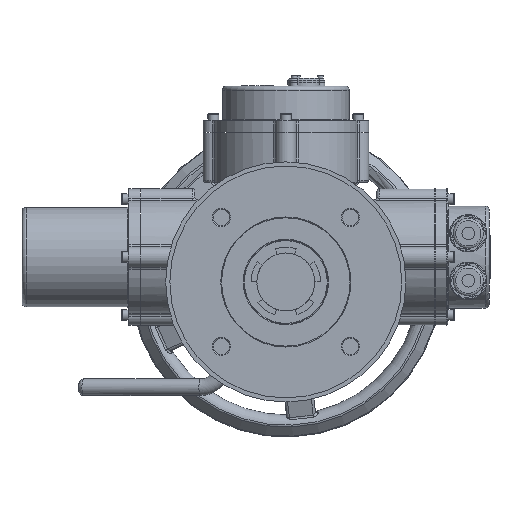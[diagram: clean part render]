
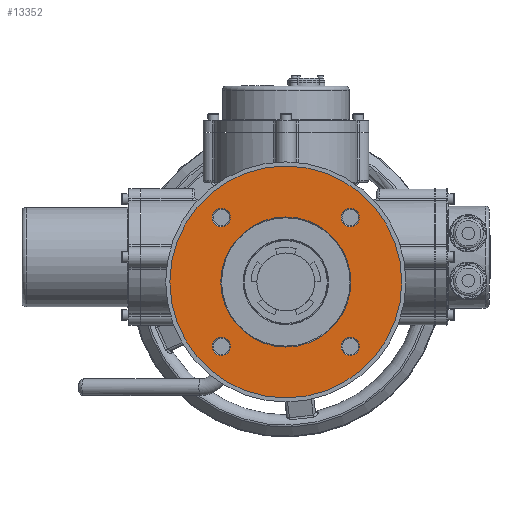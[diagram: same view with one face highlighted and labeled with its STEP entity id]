
A CAD part, front view. The second image highlights one B-rep face of the part: STEP entity #13352.
In plain terms, the highlighted planar face has unit normal (0, -1, 0).
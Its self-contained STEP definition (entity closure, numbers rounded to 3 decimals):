
#707=CIRCLE('',#14322,78.5);
#709=CIRCLE('',#14325,140.);
#710=CIRCLE('',#14326,11.);
#711=CIRCLE('',#14327,11.);
#712=CIRCLE('',#14328,11.);
#713=CIRCLE('',#14329,11.);
#2324=FACE_BOUND('',#3442,.T.);
#2325=FACE_BOUND('',#3443,.T.);
#2326=FACE_BOUND('',#3444,.T.);
#2327=FACE_BOUND('',#3445,.T.);
#2328=FACE_BOUND('',#3446,.T.);
#2608=FACE_OUTER_BOUND('',#3441,.T.);
#3441=EDGE_LOOP('',(#9484));
#3442=EDGE_LOOP('',(#9485));
#3443=EDGE_LOOP('',(#9486));
#3444=EDGE_LOOP('',(#9487));
#3445=EDGE_LOOP('',(#9488));
#3446=EDGE_LOOP('',(#9489));
#6026=VERTEX_POINT('',#20746);
#6028=VERTEX_POINT('',#20752);
#6029=VERTEX_POINT('',#20754);
#6030=VERTEX_POINT('',#20756);
#6031=VERTEX_POINT('',#20758);
#6032=VERTEX_POINT('',#20760);
#7322=EDGE_CURVE('',#6026,#6026,#707,.T.);
#7325=EDGE_CURVE('',#6028,#6028,#709,.T.);
#7326=EDGE_CURVE('',#6029,#6029,#710,.T.);
#7327=EDGE_CURVE('',#6030,#6030,#711,.T.);
#7328=EDGE_CURVE('',#6031,#6031,#712,.T.);
#7329=EDGE_CURVE('',#6032,#6032,#713,.T.);
#9484=ORIENTED_EDGE('',*,*,#7325,.T.);
#9485=ORIENTED_EDGE('',*,*,#7326,.F.);
#9486=ORIENTED_EDGE('',*,*,#7327,.F.);
#9487=ORIENTED_EDGE('',*,*,#7328,.F.);
#9488=ORIENTED_EDGE('',*,*,#7329,.F.);
#9489=ORIENTED_EDGE('',*,*,#7322,.F.);
#13113=PLANE('',#14324);
#13352=ADVANCED_FACE('',(#2608,#2324,#2325,#2326,#2327,#2328),#13113,.T.);
#14322=AXIS2_PLACEMENT_3D('',#20747,#16215,#16216);
#14324=AXIS2_PLACEMENT_3D('',#20751,#16220,#16221);
#14325=AXIS2_PLACEMENT_3D('',#20753,#16222,#16223);
#14326=AXIS2_PLACEMENT_3D('',#20755,#16224,#16225);
#14327=AXIS2_PLACEMENT_3D('',#20757,#16226,#16227);
#14328=AXIS2_PLACEMENT_3D('',#20759,#16228,#16229);
#14329=AXIS2_PLACEMENT_3D('',#20761,#16230,#16231);
#16215=DIRECTION('center_axis',(0.,-1.,0.));
#16216=DIRECTION('ref_axis',(-1.,0.,0.));
#16220=DIRECTION('center_axis',(0.,-1.,0.));
#16221=DIRECTION('ref_axis',(0.,0.,-1.));
#16222=DIRECTION('center_axis',(0.,-1.,0.));
#16223=DIRECTION('ref_axis',(-1.,0.,0.));
#16224=DIRECTION('center_axis',(0.,-1.,0.));
#16225=DIRECTION('ref_axis',(-1.,0.,0.));
#16226=DIRECTION('center_axis',(0.,-1.,0.));
#16227=DIRECTION('ref_axis',(-1.,0.,0.));
#16228=DIRECTION('center_axis',(0.,-1.,0.));
#16229=DIRECTION('ref_axis',(-1.,0.,0.));
#16230=DIRECTION('center_axis',(0.,-1.,0.));
#16231=DIRECTION('ref_axis',(-1.,0.,0.));
#20746=CARTESIAN_POINT('',(78.5,-22.,0.));
#20747=CARTESIAN_POINT('Origin',(0.,-22.,0.));
#20751=CARTESIAN_POINT('Origin',(0.,-22.,0.));
#20752=CARTESIAN_POINT('',(140.,-22.,0.));
#20753=CARTESIAN_POINT('Origin',(0.,-22.,0.));
#20754=CARTESIAN_POINT('',(88.782,-22.,-77.782));
#20755=CARTESIAN_POINT('Origin',(77.782,-22.,-77.782));
#20756=CARTESIAN_POINT('',(88.782,-22.,77.782));
#20757=CARTESIAN_POINT('Origin',(77.782,-22.,77.782));
#20758=CARTESIAN_POINT('',(-66.782,-22.,77.782));
#20759=CARTESIAN_POINT('Origin',(-77.782,-22.,77.782));
#20760=CARTESIAN_POINT('',(-66.782,-22.,-77.782));
#20761=CARTESIAN_POINT('Origin',(-77.782,-22.,-77.782));
